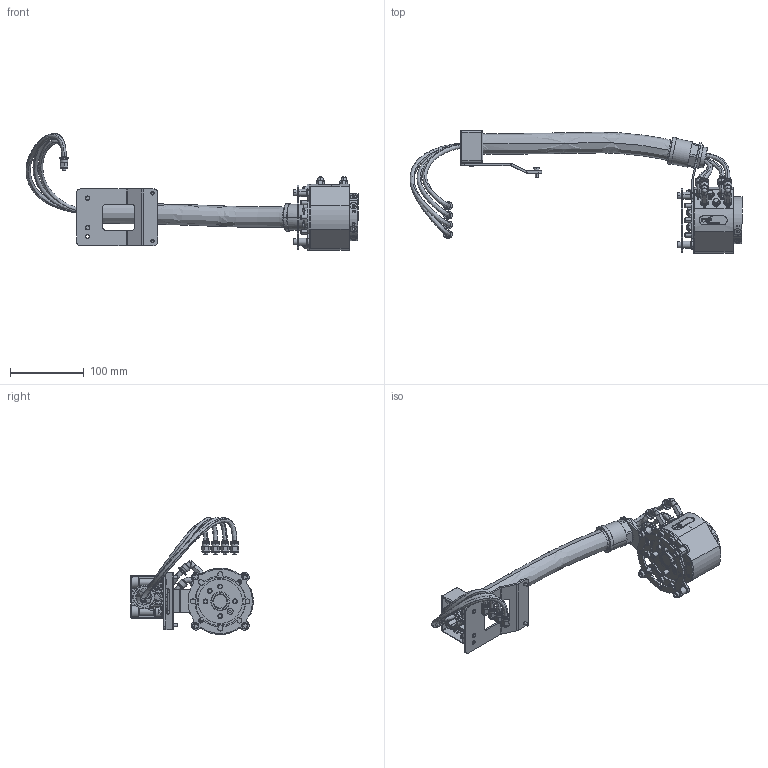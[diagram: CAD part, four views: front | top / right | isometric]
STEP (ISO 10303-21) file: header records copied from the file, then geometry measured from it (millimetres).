
FILE_DESCRIPTION (( 'STEP AP203' ), '1' );
FILE_NAME ('TS103-205.STEP', '2021-04-07T14:08:55', ( '' ), ( '' ), 'SwSTEP 2.0', 'SolidWorks 2019', '' );
FILE_SCHEMA (( 'CONFIG_CONTROL_DESIGN' ));
Products named in the file (1): TS103-205
Bounding box: 450.19 x 166.28 x 158.49 mm (x, y, z)
Volume: 645519.5 mm3; surface area: 312060.4 mm2
Topology: 87 solids, 87 shells, 3167 faces, 7723 edges, 4957 vertices
Faces by surface type: plane 1247, cylinder 956, bspline 570, cone 310, torus 84
Entity records: 211135 total; most frequent: CARTESIAN_POINT 139047, ORIENTED_EDGE 15406, DIRECTION 13820, EDGE_CURVE 7703, AXIS2_PLACEMENT_3D 4994, VERTEX_POINT 4957, VECTOR 3832, LINE 3832
